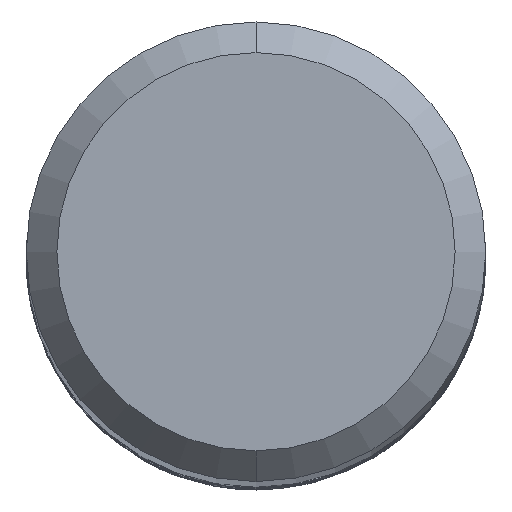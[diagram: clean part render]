
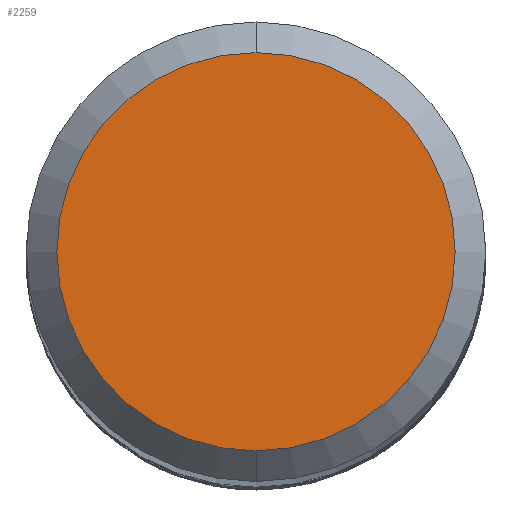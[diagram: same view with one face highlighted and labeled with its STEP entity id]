
A CAD part, top view. The second image highlights one B-rep face of the part: STEP entity #2259.
In plain terms, the highlighted planar face has unit normal (0, 0, 1).
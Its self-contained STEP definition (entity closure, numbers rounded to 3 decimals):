
#1281=EDGE_CURVE('',#1799,#3107,#3398,.T.);
#1799=VERTEX_POINT('',#3959);
#2017=EDGE_CURVE('',#3107,#1799,#4196,.T.);
#2259=ADVANCED_FACE('',(#4459),#4460,.T.);
#3107=VERTEX_POINT('',#5387);
#3398=CIRCLE('',#6762,2.6);
#3959=CARTESIAN_POINT('',(0.,-2.6,0.0));
#4196=CIRCLE('',#13745,2.6);
#4459=FACE_OUTER_BOUND('',#15920,.T.);
#4460=PLANE('',#15921);
#5387=CARTESIAN_POINT('',(0.0,2.6,0.0));
#6762=AXIS2_PLACEMENT_3D('',#25652,#25653,#25654);
#13745=AXIS2_PLACEMENT_3D('',#26366,#26367,#26368);
#15920=EDGE_LOOP('',(#26723,#26724));
#15921=AXIS2_PLACEMENT_3D('',#26725,#26726,#26727);
#25652=CARTESIAN_POINT('',(0.0,0.0,0.0));
#25653=DIRECTION('',(0.0,0.0,-1.0));
#25654=DIRECTION('',(0.0,1.0,0.0));
#26366=CARTESIAN_POINT('',(0.0,0.0,0.0));
#26367=DIRECTION('',(0.0,0.0,-1.0));
#26368=DIRECTION('',(0.0,1.0,0.0));
#26723=ORIENTED_EDGE('',*,*,#2017,.F.);
#26724=ORIENTED_EDGE('',*,*,#1281,.F.);
#26725=CARTESIAN_POINT('',(0.0,1.3,0.0));
#26726=DIRECTION('',(-0.0,0.0,1.0));
#26727=DIRECTION('',(0.0,-1.0,0.0));
